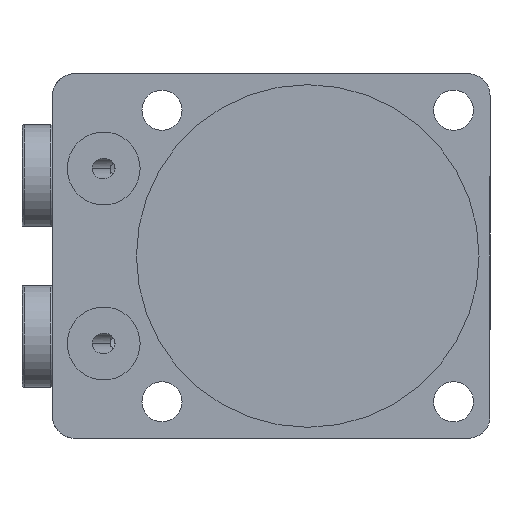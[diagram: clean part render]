
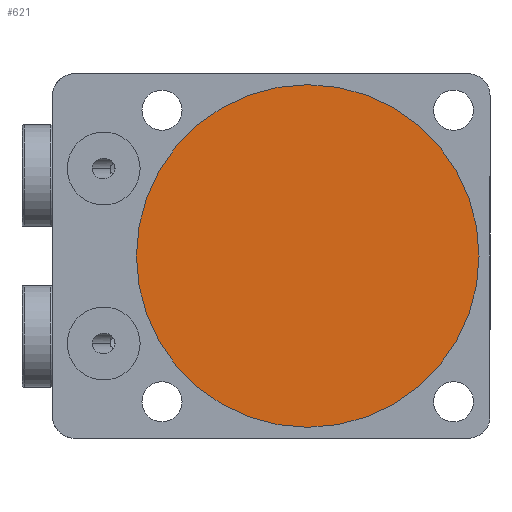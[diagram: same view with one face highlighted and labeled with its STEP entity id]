
A CAD part, front view. The second image highlights one B-rep face of the part: STEP entity #621.
In plain terms, the highlighted planar face has unit normal (0, -1, 0).
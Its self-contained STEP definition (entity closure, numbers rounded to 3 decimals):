
#392 = CARTESIAN_POINT ( 'NONE',  ( 0., 0., 0. ) ) ;
#506 = EDGE_LOOP ( 'NONE', ( #3755, #6417 ) ) ;
#621 = ADVANCED_FACE ( 'NONE', ( #2444 ), #1941, .F. ) ;
#770 = DIRECTION ( 'NONE',  ( 0., 1., 0. ) ) ;
#798 = CIRCLE ( 'NONE', #1078, 23.5 ) ;
#1078 = AXIS2_PLACEMENT_3D ( 'NONE', #6148, #2911, #6704 ) ;
#1337 = CARTESIAN_POINT ( 'NONE',  ( 0., 0., -23.5 ) ) ;
#1389 = EDGE_CURVE ( 'NONE', #2742, #6134, #4630, .T. ) ;
#1941 = PLANE ( 'NONE',  #6492 ) ;
#2062 = DIRECTION ( 'NONE',  ( 0., 0., 1. ) ) ;
#2428 = DIRECTION ( 'NONE',  ( 0., 0., 1. ) ) ;
#2444 = FACE_OUTER_BOUND ( 'NONE', #506, .T. ) ;
#2718 = EDGE_CURVE ( 'NONE', #6134, #2742, #798, .T. ) ;
#2742 = VERTEX_POINT ( 'NONE', #1337 ) ;
#2911 = DIRECTION ( 'NONE',  ( 0., 1., 0. ) ) ;
#3755 = ORIENTED_EDGE ( 'NONE', *, *, #1389, .F. ) ;
#3900 = AXIS2_PLACEMENT_3D ( 'NONE', #3926, #3976, #2062 ) ;
#3926 = CARTESIAN_POINT ( 'NONE',  ( 0., 0., 0. ) ) ;
#3976 = DIRECTION ( 'NONE',  ( 0., 1., 0. ) ) ;
#4562 = CARTESIAN_POINT ( 'NONE',  ( 0., 0., 23.5 ) ) ;
#4630 = CIRCLE ( 'NONE', #3900, 23.5 ) ;
#6134 = VERTEX_POINT ( 'NONE', #4562 ) ;
#6148 = CARTESIAN_POINT ( 'NONE',  ( 0., 0., 0. ) ) ;
#6417 = ORIENTED_EDGE ( 'NONE', *, *, #2718, .F. ) ;
#6492 = AXIS2_PLACEMENT_3D ( 'NONE', #392, #770, #2428 ) ;
#6704 = DIRECTION ( 'NONE',  ( 0., 0., 1. ) ) ;
